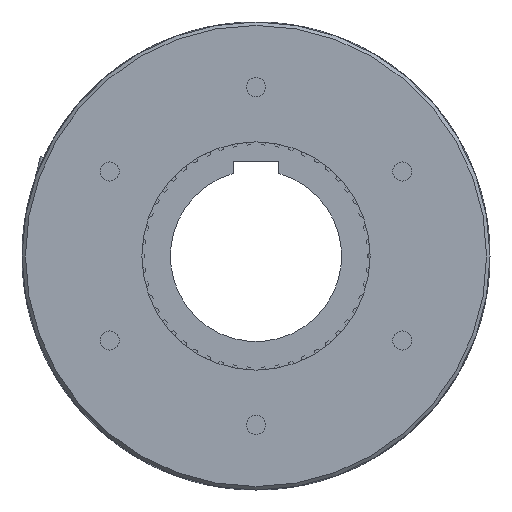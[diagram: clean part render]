
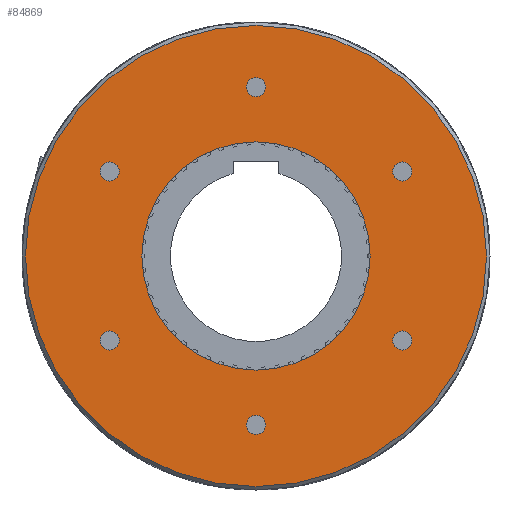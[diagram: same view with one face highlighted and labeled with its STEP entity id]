
A CAD part, left-side view. The second image highlights one B-rep face of the part: STEP entity #84869.
In plain terms, the highlighted planar face has unit normal (-1, 0, 0).
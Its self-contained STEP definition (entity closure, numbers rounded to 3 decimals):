
#1202=FACE_BOUND('',#11861,.T.);
#1203=FACE_BOUND('',#11862,.T.);
#1204=FACE_BOUND('',#11863,.T.);
#1205=FACE_BOUND('',#11864,.T.);
#1206=FACE_BOUND('',#11865,.T.);
#1207=FACE_BOUND('',#11866,.T.);
#1208=FACE_BOUND('',#11867,.T.);
#2927=PLANE('',#94153);
#6536=FACE_OUTER_BOUND('',#11860,.T.);
#11860=EDGE_LOOP('',(#64582));
#11861=EDGE_LOOP('',(#64583));
#11862=EDGE_LOOP('',(#64584));
#11863=EDGE_LOOP('',(#64585));
#11864=EDGE_LOOP('',(#64586));
#11865=EDGE_LOOP('',(#64587));
#11866=EDGE_LOOP('',(#64588));
#11867=EDGE_LOOP('',(#64589));
#31822=CIRCLE('',#94152,101.);
#31823=CIRCLE('',#94154,50.);
#31824=CIRCLE('',#94155,4.188);
#31825=CIRCLE('',#94156,4.188);
#31826=CIRCLE('',#94157,4.188);
#31827=CIRCLE('',#94158,4.188);
#31828=CIRCLE('',#94159,4.188);
#31829=CIRCLE('',#94160,4.188);
#39567=VERTEX_POINT('',#146802);
#39568=VERTEX_POINT('',#146806);
#39569=VERTEX_POINT('',#146808);
#39570=VERTEX_POINT('',#146810);
#39571=VERTEX_POINT('',#146812);
#39572=VERTEX_POINT('',#146814);
#39573=VERTEX_POINT('',#146816);
#39574=VERTEX_POINT('',#146818);
#49568=EDGE_CURVE('',#39567,#39567,#31822,.T.);
#49569=EDGE_CURVE('',#39568,#39568,#31823,.T.);
#49570=EDGE_CURVE('',#39569,#39569,#31824,.T.);
#49571=EDGE_CURVE('',#39570,#39570,#31825,.T.);
#49572=EDGE_CURVE('',#39571,#39571,#31826,.T.);
#49573=EDGE_CURVE('',#39572,#39572,#31827,.T.);
#49574=EDGE_CURVE('',#39573,#39573,#31828,.T.);
#49575=EDGE_CURVE('',#39574,#39574,#31829,.T.);
#64582=ORIENTED_EDGE('',*,*,#49568,.F.);
#64583=ORIENTED_EDGE('',*,*,#49569,.T.);
#64584=ORIENTED_EDGE('',*,*,#49570,.T.);
#64585=ORIENTED_EDGE('',*,*,#49571,.T.);
#64586=ORIENTED_EDGE('',*,*,#49572,.T.);
#64587=ORIENTED_EDGE('',*,*,#49573,.T.);
#64588=ORIENTED_EDGE('',*,*,#49574,.T.);
#64589=ORIENTED_EDGE('',*,*,#49575,.T.);
#84869=ADVANCED_FACE('',(#6536,#1202,#1203,#1204,#1205,#1206,#1207,#1208),
#2927,.T.);
#94152=AXIS2_PLACEMENT_3D('',#146804,#115034,#115035);
#94153=AXIS2_PLACEMENT_3D('',#146805,#115036,#115037);
#94154=AXIS2_PLACEMENT_3D('',#146807,#115038,#115039);
#94155=AXIS2_PLACEMENT_3D('',#146809,#115040,#115041);
#94156=AXIS2_PLACEMENT_3D('',#146811,#115042,#115043);
#94157=AXIS2_PLACEMENT_3D('',#146813,#115044,#115045);
#94158=AXIS2_PLACEMENT_3D('',#146815,#115046,#115047);
#94159=AXIS2_PLACEMENT_3D('',#146817,#115048,#115049);
#94160=AXIS2_PLACEMENT_3D('',#146819,#115050,#115051);
#115034=DIRECTION('center_axis',(1.,0.,0.));
#115035=DIRECTION('ref_axis',(0.,-1.,0.));
#115036=DIRECTION('center_axis',(-1.,0.,0.));
#115037=DIRECTION('ref_axis',(0.,0.,1.));
#115038=DIRECTION('center_axis',(1.,0.,0.));
#115039=DIRECTION('ref_axis',(0.,1.,0.));
#115040=DIRECTION('center_axis',(1.,0.,0.));
#115041=DIRECTION('ref_axis',(0.,0.,1.));
#115042=DIRECTION('center_axis',(1.,0.,0.));
#115043=DIRECTION('ref_axis',(0.,0.,1.));
#115044=DIRECTION('center_axis',(1.,0.,0.));
#115045=DIRECTION('ref_axis',(0.,0.,1.));
#115046=DIRECTION('center_axis',(1.,0.,0.));
#115047=DIRECTION('ref_axis',(0.,0.,1.));
#115048=DIRECTION('center_axis',(1.,0.,0.));
#115049=DIRECTION('ref_axis',(0.,0.,1.));
#115050=DIRECTION('center_axis',(1.,0.,0.));
#115051=DIRECTION('ref_axis',(0.,0.,1.));
#146802=CARTESIAN_POINT('',(-55.,101.,0.));
#146804=CARTESIAN_POINT('Origin',(-55.,0.,0.));
#146805=CARTESIAN_POINT('Origin',(-55.,76.25,0.));
#146806=CARTESIAN_POINT('',(-55.,-50.,0.));
#146807=CARTESIAN_POINT('Origin',(-55.,0.,0.));
#146808=CARTESIAN_POINT('',(-55.,0.,69.812));
#146809=CARTESIAN_POINT('Origin',(-55.,0.,74.));
#146810=CARTESIAN_POINT('',(-55.,64.086,32.812));
#146811=CARTESIAN_POINT('Origin',(-55.,64.086,37.));
#146812=CARTESIAN_POINT('',(-55.,64.086,-41.188));
#146813=CARTESIAN_POINT('Origin',(-55.,64.086,-37.));
#146814=CARTESIAN_POINT('',(-55.,0.,-78.188));
#146815=CARTESIAN_POINT('Origin',(-55.,0.,-74.));
#146816=CARTESIAN_POINT('',(-55.,-64.086,-41.188));
#146817=CARTESIAN_POINT('Origin',(-55.,-64.086,-37.));
#146818=CARTESIAN_POINT('',(-55.,-64.086,32.812));
#146819=CARTESIAN_POINT('Origin',(-55.,-64.086,37.));
